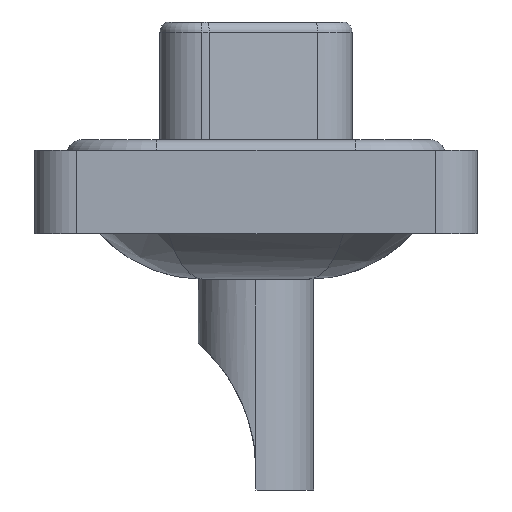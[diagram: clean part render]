
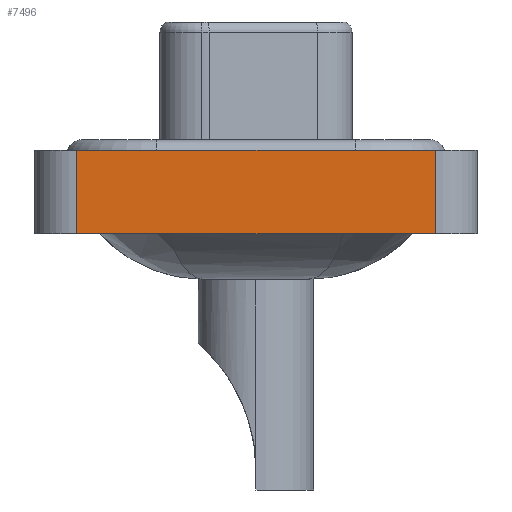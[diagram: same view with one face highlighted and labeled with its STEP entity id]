
A CAD part, left-side view. The second image highlights one B-rep face of the part: STEP entity #7496.
In plain terms, the highlighted planar face has unit normal (-1, 0, 0).
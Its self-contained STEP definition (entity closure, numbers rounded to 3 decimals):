
#942 = LINE ( 'NONE', #12911, #9310 ) ;
#1219 = DIRECTION ( 'NONE',  ( 0., 0., 1. ) ) ;
#1367 = VERTEX_POINT ( 'NONE', #3541 ) ;
#1787 = VECTOR ( 'NONE', #1219, 1000. ) ;
#1843 = CARTESIAN_POINT ( 'NONE',  ( -7.25, 8.55, -3.6 ) ) ;
#2562 = DIRECTION ( 'NONE',  ( -1., 0., 0. ) ) ;
#3234 = ORIENTED_EDGE ( 'NONE', *, *, #15435, .F. ) ;
#3338 = EDGE_LOOP ( 'NONE', ( #13156, #3234, #10283, #7088 ) ) ;
#3541 = CARTESIAN_POINT ( 'NONE',  ( -7.25, 8.55, 0.4 ) ) ;
#4429 = EDGE_CURVE ( 'NONE', #8984, #7249, #942, .T. ) ;
#6240 = PLANE ( 'NONE',  #8266 ) ;
#6245 = VECTOR ( 'NONE', #8334, 1000. ) ;
#6576 = EDGE_CURVE ( 'NONE', #7623, #8984, #6921, .T. ) ;
#6921 = LINE ( 'NONE', #10669, #6245 ) ;
#7088 = ORIENTED_EDGE ( 'NONE', *, *, #6576, .T. ) ;
#7249 = VERTEX_POINT ( 'NONE', #8905 ) ;
#7496 = ADVANCED_FACE ( 'NONE', ( #7632 ), #6240, .T. ) ;
#7623 = VERTEX_POINT ( 'NONE', #1843 ) ;
#7632 = FACE_OUTER_BOUND ( 'NONE', #3338, .T. ) ;
#8150 = DIRECTION ( 'NONE',  ( 0., 0., 1. ) ) ;
#8266 = AXIS2_PLACEMENT_3D ( 'NONE', #12400, #2562, #10919 ) ;
#8334 = DIRECTION ( 'NONE',  ( 0., -1., 0. ) ) ;
#8905 = CARTESIAN_POINT ( 'NONE',  ( -7.25, -8.55, 0.4 ) ) ;
#8984 = VERTEX_POINT ( 'NONE', #13207 ) ;
#9310 = VECTOR ( 'NONE', #8150, 1000. ) ;
#9354 = CARTESIAN_POINT ( 'NONE',  ( -7.25, -8.55, 0.4 ) ) ;
#10283 = ORIENTED_EDGE ( 'NONE', *, *, #10634, .F. ) ;
#10362 = DIRECTION ( 'NONE',  ( 0., -1., 0. ) ) ;
#10634 = EDGE_CURVE ( 'NONE', #7623, #1367, #12095, .T. ) ;
#10669 = CARTESIAN_POINT ( 'NONE',  ( -7.25, -8.55, -3.6 ) ) ;
#10919 = DIRECTION ( 'NONE',  ( 0., 0., 1. ) ) ;
#11937 = CARTESIAN_POINT ( 'NONE',  ( -7.25, 8.55, -3.6 ) ) ;
#12095 = LINE ( 'NONE', #11937, #1787 ) ;
#12400 = CARTESIAN_POINT ( 'NONE',  ( -7.25, -8.55, -3.6 ) ) ;
#12911 = CARTESIAN_POINT ( 'NONE',  ( -7.25, -8.55, -3.6 ) ) ;
#13144 = VECTOR ( 'NONE', #10362, 1000. ) ;
#13156 = ORIENTED_EDGE ( 'NONE', *, *, #4429, .T. ) ;
#13207 = CARTESIAN_POINT ( 'NONE',  ( -7.25, -8.55, -3.6 ) ) ;
#15149 = LINE ( 'NONE', #9354, #13144 ) ;
#15435 = EDGE_CURVE ( 'NONE', #1367, #7249, #15149, .T. ) ;
